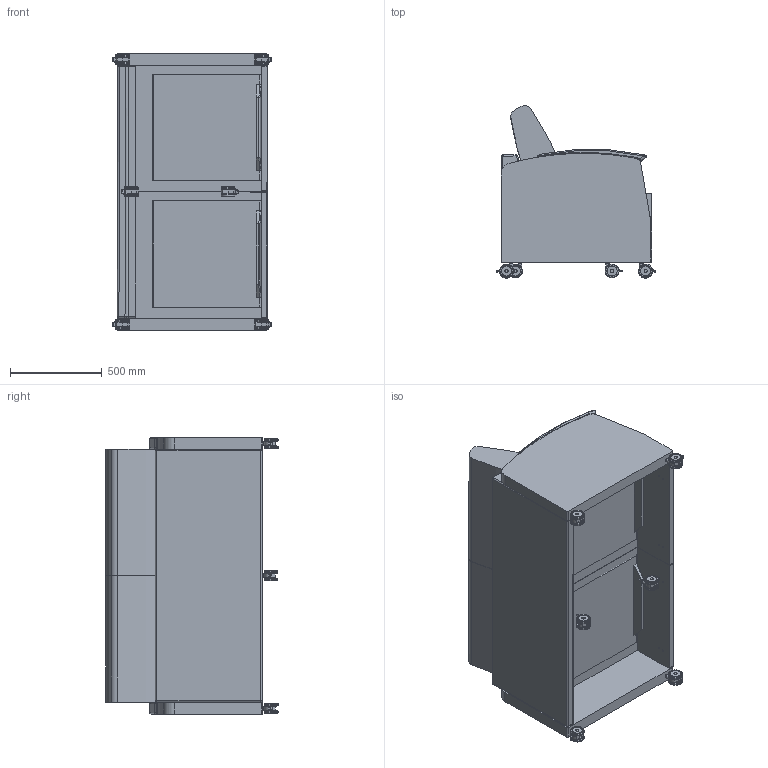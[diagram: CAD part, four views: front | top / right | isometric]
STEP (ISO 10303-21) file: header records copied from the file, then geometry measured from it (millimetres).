
FILE_DESCRIPTION(/* description */ (''),/* implementation_level */ '2;1');
FILE_NAME(/* name */ 'R1722W sitting (SYMBOL).stp',/* time_stamp */ '2017-03-24T12:31:38-04:00',/* author */ ('emerkel'),/* organization */ (''),/* preprocessor_version */ 'ST-DEVELOPER v16.5',/* originating_system */ 'Autodesk Inventor 2017',/* authorisation */ '');
FILE_SCHEMA (('AUTOMOTIVE_DESIGN { 1 0 10303 214 3 1 1 }'));
Length unit declared in the file: inch
Products named in the file (15): R1722U-W sitting (SYMBOL); E0800 UARM L; E0800 UARM R; UOBACK 0722; E1010-1 MAC BLK-A; UFBACK E0700; USEAT 0700; UPOUT 0700; USEATX 0700; CAST COL 3"LC; CAST COL LOCK; CAST COL 3IN CENTER; CAST COL 3IN WHEEL; CAST COL 3IN INNER WHEEL; CSTR STEM 1.5C
Assembly tree (26 placements, depth 3):
  R1722U-W sitting (SYMBOL)
    E0800 UARM L
    E0800 UARM R
    UOBACK 0722
    E1010-1 MAC BLK-A  x2
    UFBACK E0700  x2
    USEAT 0700  x2
    UPOUT 0700  x2
    USEATX 0700  x2
    CAST COL 3"LC  x6
      CAST COL 3IN WHEEL
      CAST COL LOCK
      CAST COL 3IN CENTER
      CAST COL 3IN INNER WHEEL
      CSTR STEM 1.5C
Bounding box: 866.95 x 936.91 x 1504.8 mm (x, y, z)
Volume: 446785768.6 mm3; surface area: 12269335 mm2
Topology: 55 solids, 55 shells, 1123 faces, 2423 edges, 1490 vertices
Faces by surface type: cylinder 445, plane 326, torus 244, sphere 60, bspline 30, cone 18
Full cylindrical faces by diameter (mm): 7.938 x17, 8.89 x6, 9.525 x6, 10.998 x6, 11.112 x8, 17.462 x6, 17.475 x6, 17.526 x12, 20.747 x6, 55.88 x12, 55.956 x12, 75.006 x12
Entity records: 9944 total; most frequent: CARTESIAN_POINT 2841, DIRECTION 1496, ORIENTED_EDGE 1270, EDGE_CURVE 635, AXIS2_PLACEMENT_3D 611, VERTEX_POINT 419, EDGE_LOOP 370, FACE_OUTER_BOUND 301
